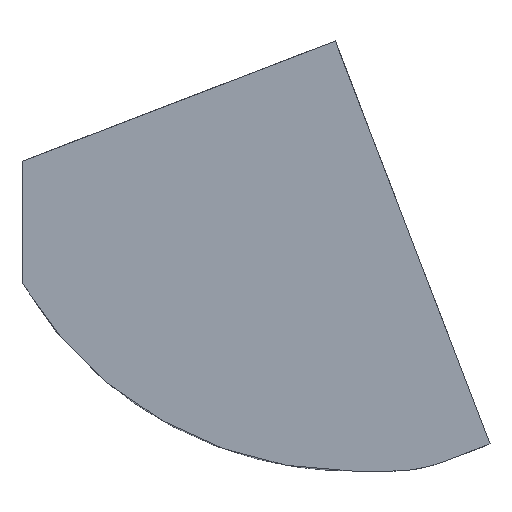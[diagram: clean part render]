
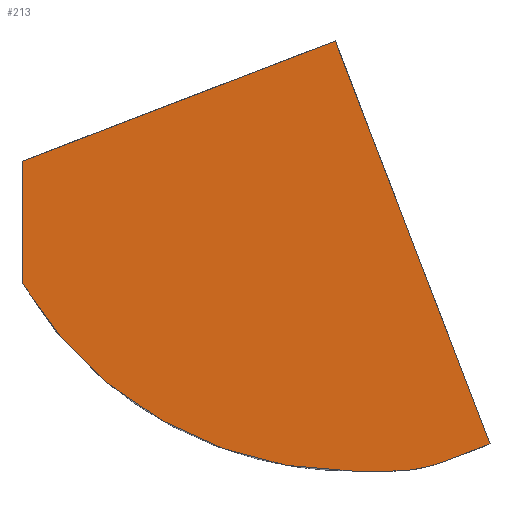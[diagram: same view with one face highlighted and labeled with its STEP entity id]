
A CAD part, left-side view. The second image highlights one B-rep face of the part: STEP entity #213.
In plain terms, the highlighted planar face has unit normal (-1, 0, 0).
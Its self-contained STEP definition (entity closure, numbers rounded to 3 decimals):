
#17=PLANE('',#237);
#22=LINE('',#654,#31);
#23=LINE('',#656,#32);
#24=LINE('',#666,#33);
#25=LINE('',#669,#34);
#26=LINE('',#673,#35);
#31=VECTOR('',#262,10.);
#32=VECTOR('',#265,10.);
#33=VECTOR('',#268,10.);
#34=VECTOR('',#273,10.);
#35=VECTOR('',#278,10.);
#42=CIRCLE('',#231,1.5);
#43=CIRCLE('',#238,4.);
#62=FACE_OUTER_BOUND('',#75,.T.);
#75=EDGE_LOOP('',(#179,#180,#181,#182,#183,#184,#185));
#106=VERTEX_POINT('',#523);
#107=VERTEX_POINT('',#525);
#108=VERTEX_POINT('',#596);
#109=VERTEX_POINT('',#652);
#110=VERTEX_POINT('',#658);
#111=VERTEX_POINT('',#665);
#112=VERTEX_POINT('',#671);
#126=EDGE_CURVE('',#106,#107,#42,.T.);
#133=EDGE_CURVE('',#109,#108,#22,.T.);
#134=EDGE_CURVE('',#108,#106,#23,.T.);
#136=EDGE_CURVE('',#110,#111,#24,.T.);
#138=EDGE_CURVE('',#109,#111,#25,.T.);
#139=EDGE_CURVE('',#112,#110,#43,.T.);
#140=EDGE_CURVE('',#107,#112,#26,.T.);
#179=ORIENTED_EDGE('',*,*,#138,.T.);
#180=ORIENTED_EDGE('',*,*,#136,.F.);
#181=ORIENTED_EDGE('',*,*,#139,.F.);
#182=ORIENTED_EDGE('',*,*,#140,.F.);
#183=ORIENTED_EDGE('',*,*,#126,.F.);
#184=ORIENTED_EDGE('',*,*,#134,.F.);
#185=ORIENTED_EDGE('',*,*,#133,.F.);
#213=ADVANCED_FACE('',(#62),#17,.F.);
#231=AXIS2_PLACEMENT_3D('',#526,#256,#257);
#237=AXIS2_PLACEMENT_3D('',#670,#274,#275);
#238=AXIS2_PLACEMENT_3D('',#672,#276,#277);
#256=DIRECTION('center_axis',(1.,0.,0.));
#257=DIRECTION('ref_axis',(0.,0.358,0.934));
#262=DIRECTION('',(0.,-0.358,-0.934));
#265=DIRECTION('',(0.,0.934,-0.358));
#268=DIRECTION('',(0.,0.,1.));
#273=DIRECTION('',(0.,0.934,-0.358));
#274=DIRECTION('center_axis',(1.,0.,0.));
#275=DIRECTION('ref_axis',(0.,0.,-1.));
#276=DIRECTION('center_axis',(1.,0.,0.));
#277=DIRECTION('ref_axis',(0.,0.,-1.));
#278=DIRECTION('',(0.,1.,0.));
#523=CARTESIAN_POINT('',(-5.,17.096,-9.043));
#525=CARTESIAN_POINT('',(-5.,17.634,-9.142));
#526=CARTESIAN_POINT('Origin',(-5.,17.634,-7.642));
#596=CARTESIAN_POINT('',(-5.,16.621,-8.86));
#652=CARTESIAN_POINT('',(-5.,18.234,-4.659));
#654=CARTESIAN_POINT('',(-5.,17.036,-7.78));
#656=CARTESIAN_POINT('',(-5.,8.263,-5.652));
#658=CARTESIAN_POINT('',(-5.,21.5,-7.181));
#665=CARTESIAN_POINT('',(-5.,21.5,-5.913));
#666=CARTESIAN_POINT('',(-5.,21.5,-1.492));
#669=CARTESIAN_POINT('',(-5.,0.783,2.04));
#670=CARTESIAN_POINT('Origin',(-5.,0.,0.));
#671=CARTESIAN_POINT('',(-5.,18.059,-9.142));
#672=CARTESIAN_POINT('Origin',(-5.,18.059,-5.142));
#673=CARTESIAN_POINT('',(-5.,3.754,-9.142));
